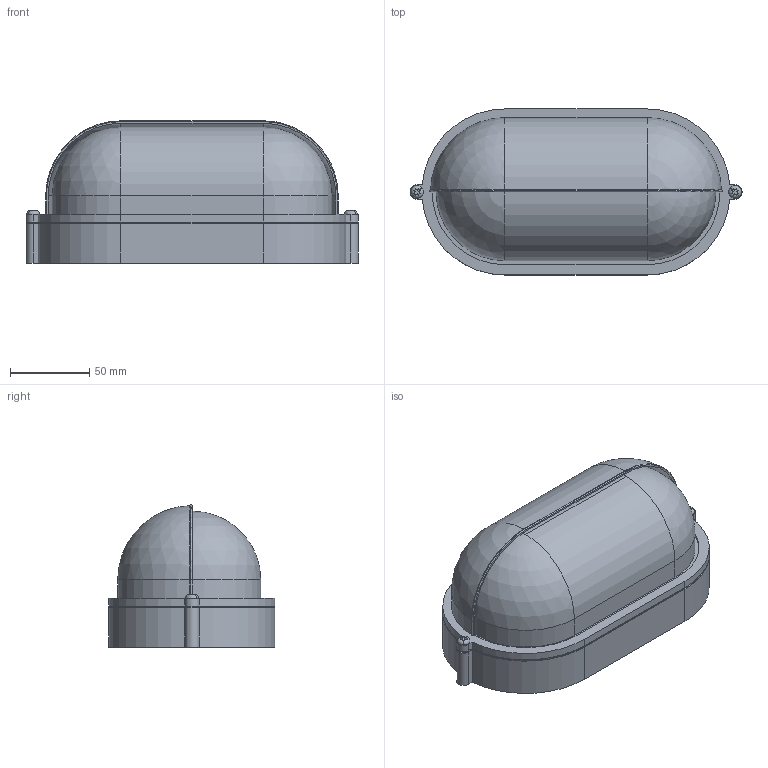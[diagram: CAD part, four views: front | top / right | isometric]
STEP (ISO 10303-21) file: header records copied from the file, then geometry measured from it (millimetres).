
FILE_DESCRIPTION (( 'STEP AP214' ), '1' );
FILE_NAME ('LNPP0-1403-1-060-K02 Ñâåòèëüíèê ÍÏÏ1403 ÷åðíûé_îâàë ï_ñôåðà 60Âò IP54 ÈÝÊ.STEP', '2017-06-23T07:54:42', ( '' ), ( '' ), 'SwSTEP 2.0', 'SolidWorks 2014', '' );
FILE_SCHEMA (( 'AUTOMOTIVE_DESIGN' ));
Length unit declared in the file: millimetre
Products named in the file (1): LNPP0-1403-1-060-K02 Ñâåòèëüíèê ÍÏÏ1403 ÷åðíûé_îâàë ï_ñôåðà 60Âò IP54  ÈÝÊ
Bounding box: 210 x 105 x 90 mm (x, y, z)
Volume: 1004767.1 mm3; surface area: 108996.7 mm2
Topology: 1 solids, 1 shells, 131 faces, 340 edges, 218 vertices
Faces by surface type: plane 70, cylinder 45, torus 10, sphere 6
Entity records: 4132 total; most frequent: CARTESIAN_POINT 860, DIRECTION 688, ORIENTED_EDGE 672, EDGE_CURVE 336, AXIS2_PLACEMENT_3D 250, VERTEX_POINT 218, VECTOR 188, LINE 188
